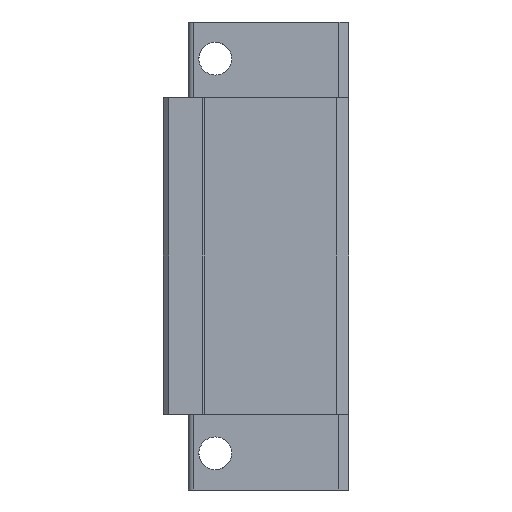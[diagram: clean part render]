
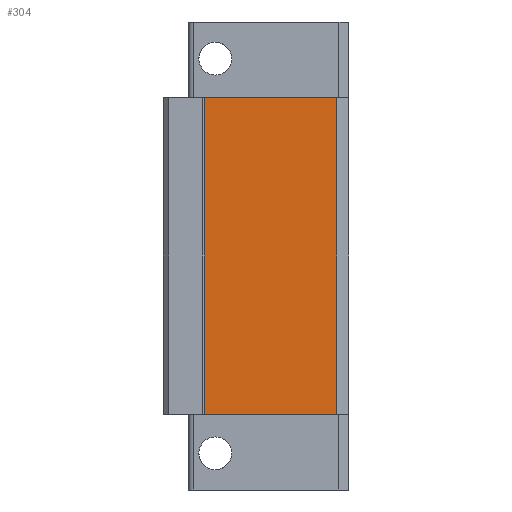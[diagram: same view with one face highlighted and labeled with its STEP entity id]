
A CAD part, left-side view. The second image highlights one B-rep face of the part: STEP entity #304.
In plain terms, the highlighted planar face has unit normal (-1, 0, 0).
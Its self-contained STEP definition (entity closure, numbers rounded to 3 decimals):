
#304 = ADVANCED_FACE ( 'NONE', ( #4453 ), #9788, .F. ) ;
#773 = VERTEX_POINT ( 'NONE', #6334 ) ;
#792 = VERTEX_POINT ( 'NONE', #6353 ) ;
#862 = VERTEX_POINT ( 'NONE', #6423 ) ;
#921 = VERTEX_POINT ( 'NONE', #6482 ) ;
#1669 = ORIENTED_EDGE ( 'NONE', *, *, #3325, .F. ) ;
#1670 = ORIENTED_EDGE ( 'NONE', *, *, #3050, .F. ) ;
#1671 = ORIENTED_EDGE ( 'NONE', *, *, #3323, .T. ) ;
#1672 = ORIENTED_EDGE ( 'NONE', *, *, #3299, .T. ) ;
#2566 = EDGE_LOOP ( 'NONE', ( #1669, #1670, #1671, #1672 ) ) ;
#3050 = EDGE_CURVE ( 'NONE', #773, #792, #6826, .T. ) ;
#3299 = EDGE_CURVE ( 'NONE', #862, #921, #7048, .T. ) ;
#3323 = EDGE_CURVE ( 'NONE', #773, #862, #7070, .T. ) ;
#3325 = EDGE_CURVE ( 'NONE', #792, #921, #7072, .T. ) ;
#4181 = AXIS2_PLACEMENT_3D ( 'NONE', #9799, #9806, #9808 ) ;
#4453 = FACE_OUTER_BOUND ( 'NONE', #2566, .T. ) ;
#6334 = CARTESIAN_POINT ( 'NONE',  ( -23.7, -7.5, -28.9 ) ) ;
#6353 = CARTESIAN_POINT ( 'NONE',  ( -23.7, -7.5, 28.9 ) ) ;
#6423 = CARTESIAN_POINT ( 'NONE',  ( -23.7, -31.7, -28.9 ) ) ;
#6482 = CARTESIAN_POINT ( 'NONE',  ( -23.7, -31.7, 28.9 ) ) ;
#6824 = VECTOR ( 'NONE', #8234, 1000. ) ;
#6826 = LINE ( 'NONE', #8225, #6824 ) ;
#7048 = LINE ( 'NONE', #8471, #7051 ) ;
#7051 = VECTOR ( 'NONE', #8472, 1000. ) ;
#7070 = LINE ( 'NONE', #8492, #7073 ) ;
#7072 = LINE ( 'NONE', #8494, #7075 ) ;
#7073 = VECTOR ( 'NONE', #8493, 1000. ) ;
#7075 = VECTOR ( 'NONE', #8495, 1000. ) ;
#8225 = CARTESIAN_POINT ( 'NONE',  ( -23.7, -7.5, 34.68 ) ) ;
#8234 = DIRECTION ( 'NONE',  ( 0., 0., 1. ) ) ;
#8471 = CARTESIAN_POINT ( 'NONE',  ( -23.7, -31.7, 34.68 ) ) ;
#8472 = DIRECTION ( 'NONE',  ( 0., 0., 1. ) ) ;
#8492 = CARTESIAN_POINT ( 'NONE',  ( -23.7, 0., -28.9 ) ) ;
#8493 = DIRECTION ( 'NONE',  ( 0., -1., 0. ) ) ;
#8494 = CARTESIAN_POINT ( 'NONE',  ( -23.7, 0., 28.9 ) ) ;
#8495 = DIRECTION ( 'NONE',  ( 0., -1., 0. ) ) ;
#9788 = PLANE ( 'NONE',  #4181 ) ;
#9799 = CARTESIAN_POINT ( 'NONE',  ( -23.7, -31.7, 34.68 ) ) ;
#9806 = DIRECTION ( 'NONE',  ( 1., 0., 0. ) ) ;
#9808 = DIRECTION ( 'NONE',  ( 0., 0., -1. ) ) ;
